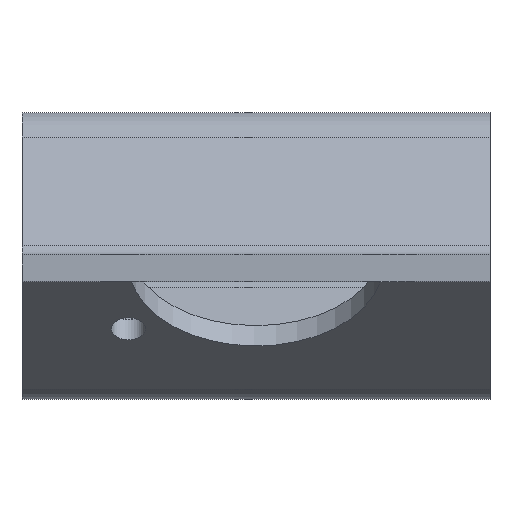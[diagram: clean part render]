
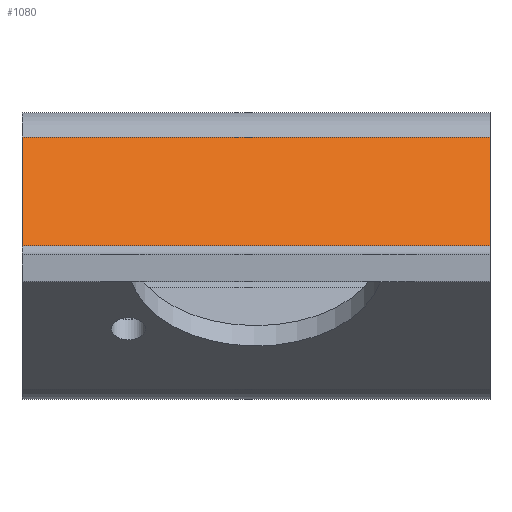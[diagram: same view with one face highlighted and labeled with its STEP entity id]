
A CAD part, top view. The second image highlights one B-rep face of the part: STEP entity #1080.
In plain terms, the highlighted planar face has unit normal (0, 0.423, 0.906).
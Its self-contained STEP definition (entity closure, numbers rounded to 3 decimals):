
#277=DIRECTION('',(0.,-0.906,0.423));
#278=VECTOR('',#277,11.298);
#279=CARTESIAN_POINT('',(22.,13.605,-18.134));
#280=LINE('',#279,#278);
#386=DIRECTION('',(-1.,0.,0.));
#387=VECTOR('',#386,44.);
#388=CARTESIAN_POINT('',(22.,13.605,-18.134));
#389=LINE('',#388,#387);
#390=DIRECTION('',(-1.,0.,0.));
#391=VECTOR('',#390,44.);
#392=CARTESIAN_POINT('',(22.,3.366,-13.359));
#393=LINE('',#392,#391);
#583=DIRECTION('',(0.,-0.906,0.423));
#584=VECTOR('',#583,11.298);
#585=CARTESIAN_POINT('',(-22.,13.605,-18.134));
#586=LINE('',#585,#584);
#752=CARTESIAN_POINT('',(22.,13.605,-18.134));
#753=VERTEX_POINT('',#752);
#754=CARTESIAN_POINT('',(22.,3.366,-13.359));
#755=VERTEX_POINT('',#754);
#792=CARTESIAN_POINT('',(-22.,13.605,-18.134));
#793=VERTEX_POINT('',#792);
#794=CARTESIAN_POINT('',(-22.,3.366,-13.359));
#795=VERTEX_POINT('',#794);
#1067=CARTESIAN_POINT('',(22.,13.605,-18.134));
#1068=DIRECTION('',(0.,0.423,0.906));
#1069=DIRECTION('',(0.,-0.906,0.423));
#1070=AXIS2_PLACEMENT_3D('',#1067,#1068,#1069);
#1071=PLANE('',#1070);
#1072=ORIENTED_EDGE('',*,*,#933,.T.);
#1074=ORIENTED_EDGE('',*,*,#1073,.T.);
#1076=ORIENTED_EDGE('',*,*,#1075,.F.);
#1077=ORIENTED_EDGE('',*,*,#1059,.F.);
#1078=EDGE_LOOP('',(#1072,#1074,#1076,#1077));
#1079=FACE_OUTER_BOUND('',#1078,.F.);
#1080=ADVANCED_FACE('',(#1079),#1071,.T.);
#933=EDGE_CURVE('',#753,#755,#280,.T.);
#1059=EDGE_CURVE('',#753,#793,#389,.T.);
#1073=EDGE_CURVE('',#755,#795,#393,.T.);
#1075=EDGE_CURVE('',#793,#795,#586,.T.);
